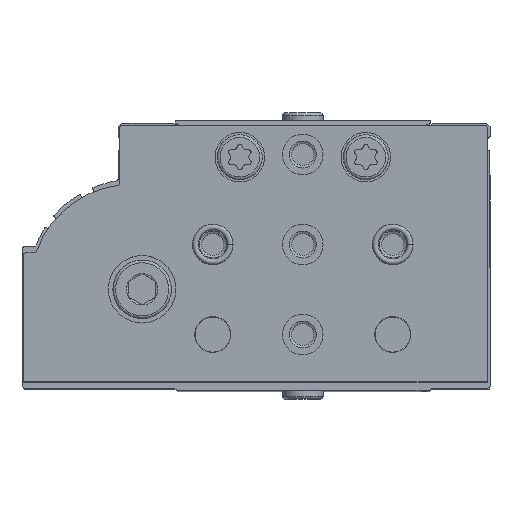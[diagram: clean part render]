
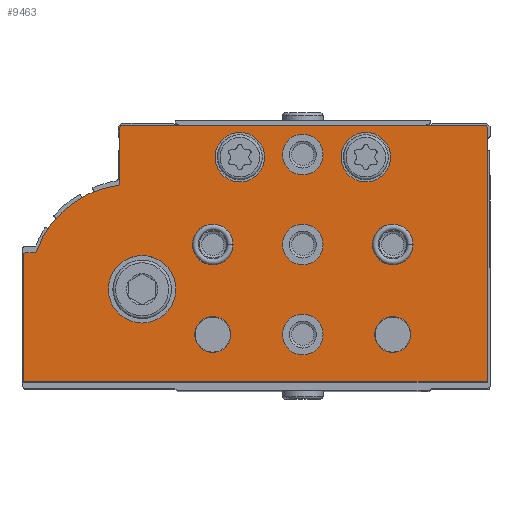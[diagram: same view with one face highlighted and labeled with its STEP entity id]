
A CAD part, top view. The second image highlights one B-rep face of the part: STEP entity #9463.
In plain terms, the highlighted face is planar.
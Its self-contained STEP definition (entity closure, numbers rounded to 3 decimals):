
#962=LINE('',#16085,#1704);
#964=LINE('',#16089,#1706);
#966=LINE('',#16093,#1708);
#969=LINE('',#16101,#1711);
#974=LINE('',#16117,#1716);
#977=LINE('',#16125,#1719);
#1704=VECTOR('',#12984,1000.);
#1706=VECTOR('',#12988,1000.);
#1708=VECTOR('',#12992,1000.);
#1711=VECTOR('',#13001,1000.);
#1716=VECTOR('',#13020,1000.);
#1719=VECTOR('',#13029,1000.);
#3658=ORIENTED_EDGE('',*,*,#5407,.T.);
#3659=ORIENTED_EDGE('',*,*,#5408,.T.);
#3660=ORIENTED_EDGE('',*,*,#5409,.T.);
#3661=ORIENTED_EDGE('',*,*,#5410,.T.);
#3662=ORIENTED_EDGE('',*,*,#5411,.T.);
#3663=ORIENTED_EDGE('',*,*,#5412,.T.);
#3664=ORIENTED_EDGE('',*,*,#5413,.T.);
#3665=ORIENTED_EDGE('',*,*,#5414,.T.);
#3666=ORIENTED_EDGE('',*,*,#5415,.T.);
#3667=ORIENTED_EDGE('',*,*,#5416,.T.);
#3668=ORIENTED_EDGE('',*,*,#5382,.F.);
#3669=ORIENTED_EDGE('',*,*,#5405,.F.);
#3670=ORIENTED_EDGE('',*,*,#5403,.F.);
#3671=ORIENTED_EDGE('',*,*,#5401,.F.);
#3672=ORIENTED_EDGE('',*,*,#5399,.T.);
#3673=ORIENTED_EDGE('',*,*,#5397,.F.);
#3674=ORIENTED_EDGE('',*,*,#5395,.T.);
#3675=ORIENTED_EDGE('',*,*,#5393,.F.);
#3676=ORIENTED_EDGE('',*,*,#5391,.F.);
#3677=ORIENTED_EDGE('',*,*,#5389,.F.);
#3678=ORIENTED_EDGE('',*,*,#5387,.F.);
#3679=ORIENTED_EDGE('',*,*,#5385,.F.);
#5382=EDGE_CURVE('',#6436,#6437,#7011,.T.);
#5385=EDGE_CURVE('',#6437,#6438,#962,.T.);
#5387=EDGE_CURVE('',#6438,#6439,#964,.T.);
#5389=EDGE_CURVE('',#6439,#6440,#966,.T.);
#5391=EDGE_CURVE('',#6440,#6441,#7012,.T.);
#5393=EDGE_CURVE('',#6441,#6442,#969,.T.);
#5395=EDGE_CURVE('',#6443,#6442,#7013,.T.);
#5397=EDGE_CURVE('',#6443,#6444,#7014,.T.);
#5399=EDGE_CURVE('',#6445,#6444,#7015,.T.);
#5401=EDGE_CURVE('',#6445,#6446,#974,.T.);
#5403=EDGE_CURVE('',#6446,#6447,#7016,.T.);
#5405=EDGE_CURVE('',#6447,#6436,#977,.T.);
#5407=EDGE_CURVE('',#6448,#6448,#7017,.T.);
#5408=EDGE_CURVE('',#6449,#6449,#7018,.T.);
#5409=EDGE_CURVE('',#6450,#6450,#7019,.T.);
#5410=EDGE_CURVE('',#6451,#6451,#7020,.T.);
#5411=EDGE_CURVE('',#6452,#6452,#7021,.T.);
#5412=EDGE_CURVE('',#6453,#6453,#7022,.T.);
#5413=EDGE_CURVE('',#6454,#6454,#7023,.T.);
#5414=EDGE_CURVE('',#6455,#6455,#7024,.T.);
#5415=EDGE_CURVE('',#6456,#6456,#7025,.T.);
#5416=EDGE_CURVE('',#6457,#6457,#7026,.T.);
#6436=VERTEX_POINT('',#16080);
#6437=VERTEX_POINT('',#16081);
#6438=VERTEX_POINT('',#16086);
#6439=VERTEX_POINT('',#16090);
#6440=VERTEX_POINT('',#16094);
#6441=VERTEX_POINT('',#16098);
#6442=VERTEX_POINT('',#16102);
#6443=VERTEX_POINT('',#16106);
#6444=VERTEX_POINT('',#16110);
#6445=VERTEX_POINT('',#16114);
#6446=VERTEX_POINT('',#16118);
#6447=VERTEX_POINT('',#16122);
#6448=VERTEX_POINT('',#16129);
#6449=VERTEX_POINT('',#16131);
#6450=VERTEX_POINT('',#16133);
#6451=VERTEX_POINT('',#16135);
#6452=VERTEX_POINT('',#16137);
#6453=VERTEX_POINT('',#16139);
#6454=VERTEX_POINT('',#16141);
#6455=VERTEX_POINT('',#16143);
#6456=VERTEX_POINT('',#16145);
#6457=VERTEX_POINT('',#16147);
#7011=CIRCLE('',#10638,0.5);
#7012=CIRCLE('',#10643,0.5);
#7013=CIRCLE('',#10646,0.5);
#7014=CIRCLE('',#10648,22.5);
#7015=CIRCLE('',#10650,0.5);
#7016=CIRCLE('',#10653,0.5);
#7017=CIRCLE('',#10656,7.5);
#7018=CIRCLE('',#10657,4.5);
#7019=CIRCLE('',#10658,5.5);
#7020=CIRCLE('',#10659,5.5);
#7021=CIRCLE('',#10660,4.5);
#7022=CIRCLE('',#10661,4.5);
#7023=CIRCLE('',#10662,4.5);
#7024=CIRCLE('',#10663,4.);
#7025=CIRCLE('',#10664,4.5);
#7026=CIRCLE('',#10665,4.);
#7691=EDGE_LOOP('',(#3658));
#7692=EDGE_LOOP('',(#3659));
#7693=EDGE_LOOP('',(#3660));
#7694=EDGE_LOOP('',(#3661));
#7695=EDGE_LOOP('',(#3662));
#7696=EDGE_LOOP('',(#3663));
#7697=EDGE_LOOP('',(#3664));
#7698=EDGE_LOOP('',(#3665));
#7699=EDGE_LOOP('',(#3666));
#7700=EDGE_LOOP('',(#3667));
#7701=EDGE_LOOP('',(#3668,#3669,#3670,#3671,#3672,#3673,#3674,#3675,#3676,
#3677,#3678,#3679));
#8495=FACE_BOUND('',#7691,.T.);
#8496=FACE_BOUND('',#7692,.T.);
#8497=FACE_BOUND('',#7693,.T.);
#8498=FACE_BOUND('',#7694,.T.);
#8499=FACE_BOUND('',#7695,.T.);
#8500=FACE_BOUND('',#7696,.T.);
#8501=FACE_BOUND('',#7697,.T.);
#8502=FACE_BOUND('',#7698,.T.);
#8503=FACE_BOUND('',#7699,.T.);
#8504=FACE_BOUND('',#7700,.T.);
#8505=FACE_BOUND('',#7701,.T.);
#9010=PLANE('',#10655);
#9463=ADVANCED_FACE('',(#8495,#8496,#8497,#8498,#8499,#8500,#8501,#8502,
#8503,#8504,#8505),#9010,.F.);
#10638=AXIS2_PLACEMENT_3D('',#16079,#12978,#12979);
#10643=AXIS2_PLACEMENT_3D('',#16097,#12996,#12997);
#10646=AXIS2_PLACEMENT_3D('',#16105,#13005,#13006);
#10648=AXIS2_PLACEMENT_3D('',#16109,#13010,#13011);
#10650=AXIS2_PLACEMENT_3D('',#16113,#13015,#13016);
#10653=AXIS2_PLACEMENT_3D('',#16121,#13024,#13025);
#10655=AXIS2_PLACEMENT_3D('',#16127,#13031,#13032);
#10656=AXIS2_PLACEMENT_3D('',#16128,#13033,#13034);
#10657=AXIS2_PLACEMENT_3D('',#16130,#13035,#13036);
#10658=AXIS2_PLACEMENT_3D('',#16132,#13037,#13038);
#10659=AXIS2_PLACEMENT_3D('',#16134,#13039,#13040);
#10660=AXIS2_PLACEMENT_3D('',#16136,#13041,#13042);
#10661=AXIS2_PLACEMENT_3D('',#16138,#13043,#13044);
#10662=AXIS2_PLACEMENT_3D('',#16140,#13045,#13046);
#10663=AXIS2_PLACEMENT_3D('',#16142,#13047,#13048);
#10664=AXIS2_PLACEMENT_3D('',#16144,#13049,#13050);
#10665=AXIS2_PLACEMENT_3D('',#16146,#13051,#13052);
#12978=DIRECTION('',(0.,0.,1.));
#12979=DIRECTION('',(1.,0.,0.));
#12984=DIRECTION('',(0.,-1.,0.));
#12988=DIRECTION('',(1.,0.,0.));
#12992=DIRECTION('',(0.,1.,0.));
#12996=DIRECTION('',(0.,0.,1.));
#12997=DIRECTION('',(1.,0.,0.));
#13001=DIRECTION('',(-1.,0.,0.));
#13005=DIRECTION('',(0.,0.,1.));
#13006=DIRECTION('',(1.,0.,0.));
#13010=DIRECTION('',(0.,0.,1.));
#13011=DIRECTION('',(1.,0.,0.));
#13015=DIRECTION('',(0.,0.,1.));
#13016=DIRECTION('',(1.,0.,0.));
#13020=DIRECTION('',(0.,1.,0.));
#13024=DIRECTION('',(0.,0.,1.));
#13025=DIRECTION('',(1.,0.,0.));
#13029=DIRECTION('',(-1.,0.,0.));
#13031=DIRECTION('',(0.,0.,1.));
#13032=DIRECTION('',(1.,0.,0.));
#13033=DIRECTION('',(0.,0.,1.));
#13034=DIRECTION('',(1.,0.,0.));
#13035=DIRECTION('',(0.,0.,1.));
#13036=DIRECTION('',(1.,0.,0.));
#13037=DIRECTION('',(0.,0.,1.));
#13038=DIRECTION('',(1.,0.,0.));
#13039=DIRECTION('',(0.,0.,1.));
#13040=DIRECTION('',(1.,0.,0.));
#13041=DIRECTION('',(0.,0.,1.));
#13042=DIRECTION('',(1.,0.,0.));
#13043=DIRECTION('',(0.,0.,1.));
#13044=DIRECTION('',(1.,0.,0.));
#13045=DIRECTION('',(0.,0.,1.));
#13046=DIRECTION('',(1.,0.,0.));
#13047=DIRECTION('',(0.,0.,1.));
#13048=DIRECTION('',(1.,0.,0.));
#13049=DIRECTION('',(0.,0.,1.));
#13050=DIRECTION('',(1.,0.,0.));
#13051=DIRECTION('',(0.,0.,1.));
#13052=DIRECTION('',(1.,0.,0.));
#16079=CARTESIAN_POINT('',(0.5,56.5,0.));
#16080=CARTESIAN_POINT('',(0.5,57.,0.));
#16081=CARTESIAN_POINT('',(0.,56.5,0.));
#16085=CARTESIAN_POINT('',(0.,56.5,0.));
#16086=CARTESIAN_POINT('',(0.,0.,0.));
#16089=CARTESIAN_POINT('',(0.,0.,0.));
#16090=CARTESIAN_POINT('',(103.,0.,0.));
#16093=CARTESIAN_POINT('',(103.,0.,0.));
#16094=CARTESIAN_POINT('',(103.,28.2,0.));
#16097=CARTESIAN_POINT('',(102.5,28.2,0.));
#16098=CARTESIAN_POINT('',(102.5,28.7,0.));
#16101=CARTESIAN_POINT('',(102.5,28.7,0.));
#16102=CARTESIAN_POINT('',(100.637,28.7,0.));
#16105=CARTESIAN_POINT('',(100.637,29.2,0.));
#16106=CARTESIAN_POINT('',(100.167,29.03,0.));
#16109=CARTESIAN_POINT('',(79.,21.4,0.));
#16110=CARTESIAN_POINT('',(82.033,43.695,0.));
#16113=CARTESIAN_POINT('',(82.1,44.19,0.));
#16114=CARTESIAN_POINT('',(81.6,44.19,0.));
#16117=CARTESIAN_POINT('',(81.6,44.19,0.));
#16118=CARTESIAN_POINT('',(81.6,56.5,0.));
#16121=CARTESIAN_POINT('',(81.1,56.5,0.));
#16122=CARTESIAN_POINT('',(81.1,57.,0.));
#16125=CARTESIAN_POINT('',(81.1,57.,0.));
#16127=CARTESIAN_POINT('',(0.5,56.5,0.));
#16128=CARTESIAN_POINT('',(76.65,20.6,0.));
#16129=CARTESIAN_POINT('',(84.15,20.6,0.));
#16130=CARTESIAN_POINT('',(40.95,50.55,0.));
#16131=CARTESIAN_POINT('',(45.45,50.55,0.));
#16132=CARTESIAN_POINT('',(54.95,49.95,0.));
#16133=CARTESIAN_POINT('',(60.45,49.95,0.));
#16134=CARTESIAN_POINT('',(26.95,49.95,0.));
#16135=CARTESIAN_POINT('',(32.45,49.95,0.));
#16136=CARTESIAN_POINT('',(60.95,30.55,0.));
#16137=CARTESIAN_POINT('',(65.45,30.55,0.));
#16138=CARTESIAN_POINT('',(40.95,30.55,0.));
#16139=CARTESIAN_POINT('',(45.45,30.55,0.));
#16140=CARTESIAN_POINT('',(20.95,30.55,0.));
#16141=CARTESIAN_POINT('',(25.45,30.55,0.));
#16142=CARTESIAN_POINT('',(60.95,10.55,0.));
#16143=CARTESIAN_POINT('',(64.95,10.55,0.));
#16144=CARTESIAN_POINT('',(40.95,10.55,0.));
#16145=CARTESIAN_POINT('',(45.45,10.55,0.));
#16146=CARTESIAN_POINT('',(20.95,10.55,0.));
#16147=CARTESIAN_POINT('',(24.95,10.55,0.));
